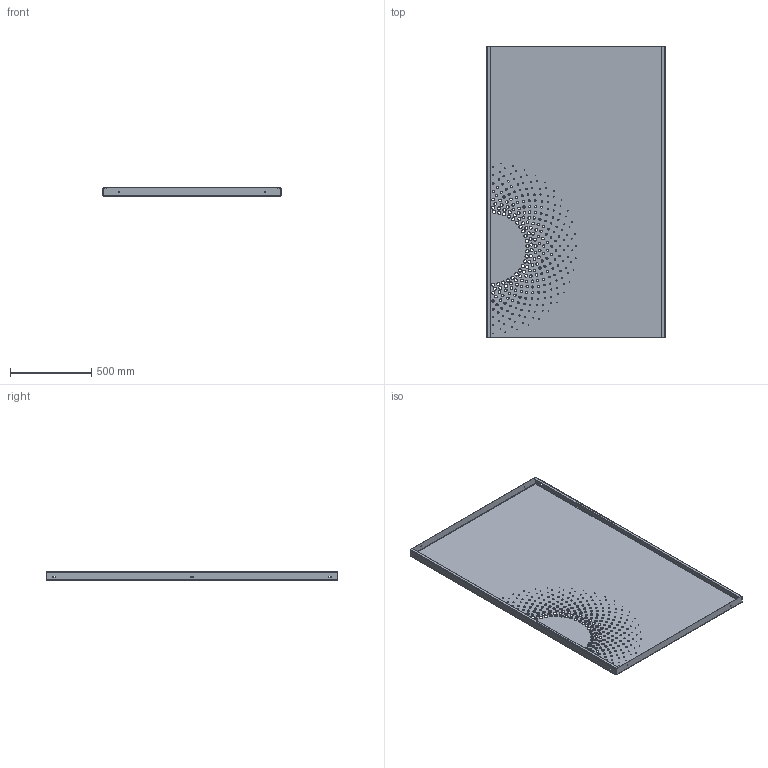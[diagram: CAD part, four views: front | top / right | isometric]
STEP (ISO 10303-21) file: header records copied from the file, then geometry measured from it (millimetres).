
FILE_DESCRIPTION (( 'STEP AP203' ), '1' );
FILE_NAME ('CPA02.3.STEP', '2019-09-26T11:14:21', ( '' ), ( '' ), 'SwSTEP 2.0', 'SolidWorks 2019', '' );
FILE_SCHEMA (( 'CONFIG_CONTROL_DESIGN' ));
Length unit declared in the file: millimetre
Products named in the file (1): CPA02.3
Bounding box: 1100 x 1800 x 50 mm (x, y, z)
Volume: 4549845.4 mm3; surface area: 4590365.5 mm2
Topology: 1 solids, 1 shells, 770 faces, 2256 edges, 1488 vertices
Faces by surface type: bspline 676, plane 58, cylinder 36
Entity records: 48821 total; most frequent: CARTESIAN_POINT 31817, ORIENTED_EDGE 4512, EDGE_CURVE 2256, VERTEX_POINT 1488, EDGE_LOOP 1362, B_SPLINE_CURVE_WITH_KNOTS 1353, DIRECTION 1149, VECTOR 847
